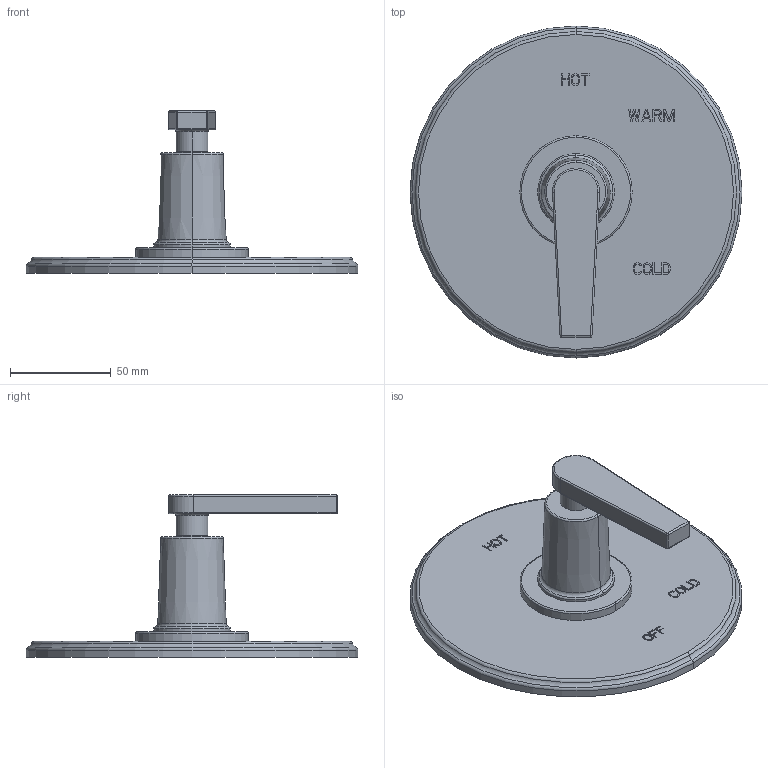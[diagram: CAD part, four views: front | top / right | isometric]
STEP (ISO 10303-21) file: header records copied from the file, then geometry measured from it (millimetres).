
FILE_DESCRIPTION((''),'2;1');
FILE_NAME('4-2974BP','2021-06-07T10:52:56',('jinson.thomas'),(''),'CREO PARAMETRIC BY PTC INC, 2018400','CREO PARAMETRIC BY PTC INC, 2018400','');
FILE_SCHEMA(('CONFIG_CONTROL_DESIGN'));
Length unit declared in the file: inch
Products named in the file (1): 4-2974BP
Bounding box: 165.1 x 165.1 x 80.85 mm (x, y, z)
Volume: 235663.8 mm3; surface area: 57279.4 mm2
Topology: 1 solids, 2 shells, 389 faces, 1043 edges, 684 vertices
Faces by surface type: plane 340, cylinder 25, torus 18, sphere 4, cone 2
Entity records: 11973 total; most frequent: CARTESIAN_POINT 2116, ORIENTED_EDGE 2086, DIRECTION 1907, EDGE_CURVE 1043, VECTOR 957, LINE 957, VERTEX_POINT 684, AXIS2_PLACEMENT_3D 475
